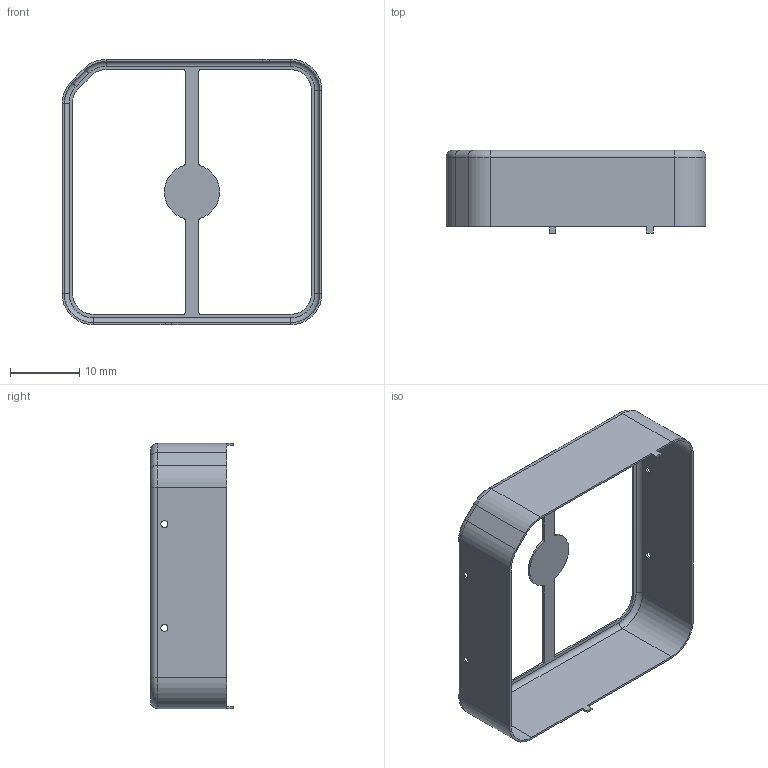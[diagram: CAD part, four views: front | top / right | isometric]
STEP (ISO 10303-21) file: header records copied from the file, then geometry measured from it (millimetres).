
FILE_DESCRIPTION (( 'STEP AP203' ), '1' );
FILE_NAME ('MS384-10F.step', '2020-11-12T13:49:50', ( '' ), ( '' ), 'SwSTEP 2.0', 'SolidWorks 2018', '' );
FILE_SCHEMA (( 'CONFIG_CONTROL_DESIGN' ));
Length unit declared in the file: millimetre
Products named in the file (1): MS384-10F
Bounding box: 37.6 x 12 x 38.4 mm (x, y, z)
Volume: 534.5 mm3; surface area: 3672.7 mm2
Topology: 1 solids, 1 shells, 94 faces, 236 edges, 144 vertices
Faces by surface type: cylinder 43, plane 41, torus 10
Entity records: 2897 total; most frequent: DIRECTION 522, CARTESIAN_POINT 475, ORIENTED_EDGE 472, EDGE_CURVE 236, AXIS2_PLACEMENT_3D 191, VERTEX_POINT 144, VECTOR 140, LINE 140
